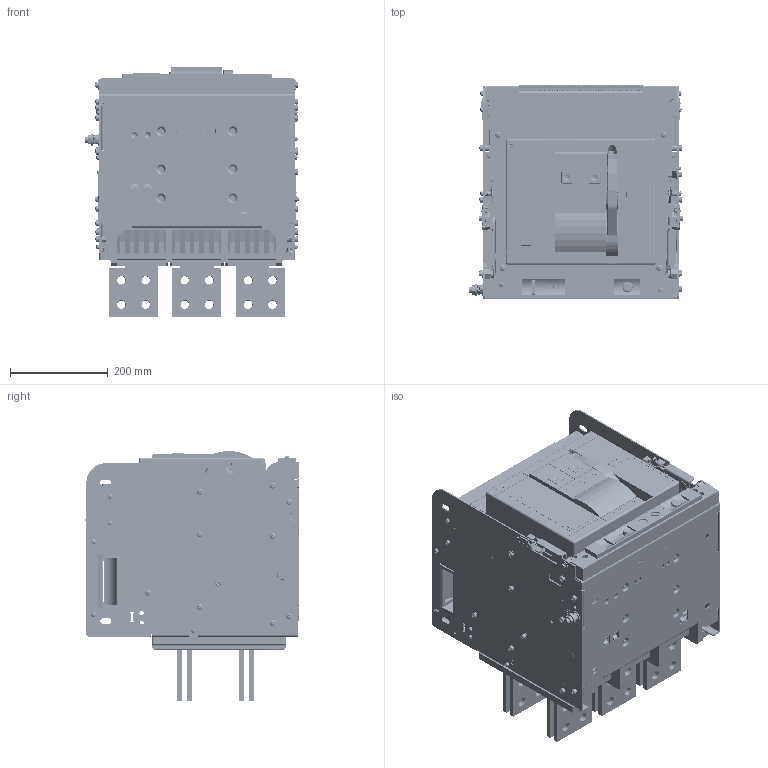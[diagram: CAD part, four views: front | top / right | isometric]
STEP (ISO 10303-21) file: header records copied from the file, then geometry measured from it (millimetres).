
FILE_DESCRIPTION(/* description */ (''),/* implementation_level */ '2;1');
FILE_NAME(/* name */ 'CW3-4000_D_IEK_优化.stp',/* time_stamp */ '2024-12-03T13:23:25+08:00',/* author */ (''),/* organization */ (''),/* preprocessor_version */ 'ST-DEVELOPER v16.7',/* originating_system */ 'SIEMENS PLM Software NX 12.0',/* authorisation */ '');
FILE_SCHEMA (('AUTOMOTIVE_DESIGN { 1 0 10303 214 3 1 1 1 }'));
Products named in the file (1): _model4
Bounding box: 439.1 x 437.5 x 512.39 mm (x, y, z)
Volume: 1716108.7 mm3; surface area: 3880162 mm2
Topology: 38 solids, 41 shells, 12017 faces, 30955 edges, 19564 vertices
Faces by surface type: plane 7526, cylinder 3099, cone 723, torus 421, sphere 140, extrusion 88, bspline 18, revolution 2
Full cylindrical faces by diameter (mm): 0.8 x7, 1 x8, 1.4 x3, 2.8 x12, 3 x4, 3.013 x2, 3.3 x1, 3.5 x12, 3.6 x192, 4 x2, 4.5 x11, 5 x41, 5.1 x2, 5.2 x41, 5.5 x2, 6 x24, 6.1 x4, 6.2 x3, 6.78 x1, 7 x4, 7.5 x2, 7.9 x1, 8 x65, 8.5 x24, 8.75 x22, 8.8 x8, 8.9 x8, 9 x16, 9.5 x26, 10 x25
Entity records: 447890 total; most frequent: CARTESIAN_POINT 79354, DIRECTION 60901, ORIENTED_EDGE 57340, EDGE_CURVE 28670, AXIS2_PLACEMENT_3D 21108, VERTEX_POINT 18829, VECTOR 18683, LINE 18595
